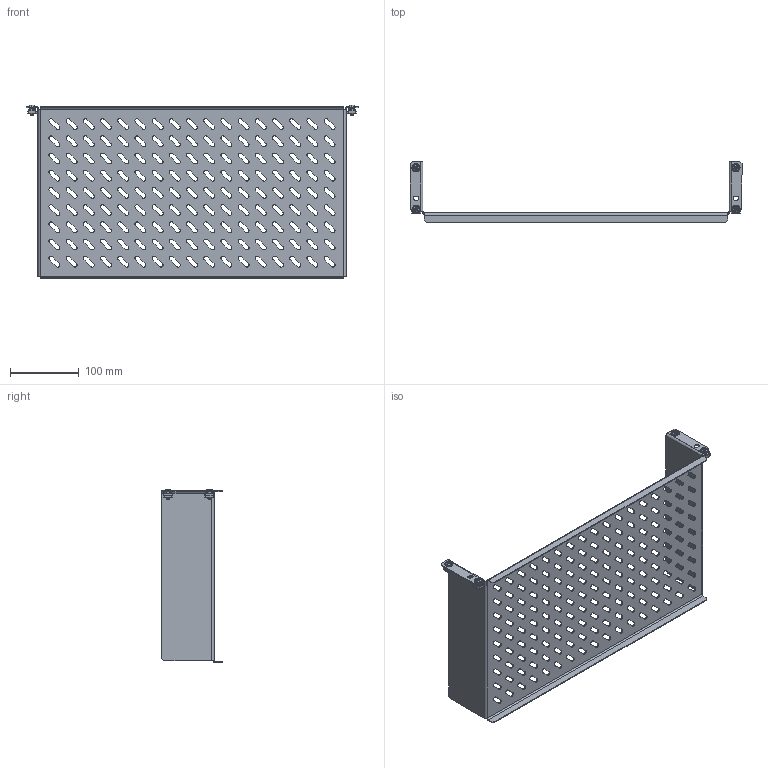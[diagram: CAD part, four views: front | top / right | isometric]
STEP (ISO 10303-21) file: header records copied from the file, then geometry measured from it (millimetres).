
FILE_DESCRIPTION (( 'STEP AP203' ), '1' );
FILE_NAME ('U0693452504 Ïîëêà äëÿ 19-äþéìîâîãî îáîðóäîâàíèÿ ñôðîíòàëüíûì êðåïëåíèåì (25êã) 250ìì LC2_RS52 (000.180.007) .STEP', '2022-04-26T07:50:04', ( '' ), ( '' ), 'SwSTEP 2.0', 'SolidWorks 2017', '' );
FILE_SCHEMA (( 'CONFIG_CONTROL_DESIGN' ));
Length unit declared in the file: millimetre
Products named in the file (6): 068-04 砐鍆趌250; Âèíò ISO 7380-2 TX_Œ5å12; Ãàéêà êëåòåâàÿ_M5-4B; U0693452504 Ïîëêà äëÿ 19-äþéìîâîãî îáîðóäîâàíèÿ ñôðîíòàëüíûì êðåïëåíèåì (25êã) 250ìì LC2_RS52 (000.180.007) ; Êëåòêà ãàéêè_M6-4€; Ãàéêà êâàäðàòíàÿ_Œ5
Assembly tree (11 placements, depth 3):
  U0693452504 Ïîëêà äëÿ 19-äþéìîâîãî îáîðóäîâàíèÿ ñôðîíòàëüíûì êðåïëåíèåì (25êã) 250ìì LC2_RS52 (000.180.007) 
    068-04 砐鍆趌250
    Âèíò ISO 7380-2 TX_Œ5å12  x4
    Ãàéêà êëåòåâàÿ_M5-4B  x4
      Êëåòêà ãàéêè_M6-4€
      Ãàéêà êâàäðàòíàÿ_Œ5
Bounding box: 482.6 x 88 x 252.6 mm (x, y, z)
Volume: 204069.5 mm3; surface area: 305004.2 mm2
Topology: 13 solids, 13 shells, 1413 faces, 3873 edges, 2490 vertices
Faces by surface type: plane 702, cylinder 647, bspline 40, torus 16, cone 8
Entity records: 34881 total; most frequent: CARTESIAN_POINT 6768, DIRECTION 5774, ORIENTED_EDGE 5672, EDGE_CURVE 2836, AXIS2_PLACEMENT_3D 2026, VERTEX_POINT 1857, VECTOR 1722, LINE 1722
